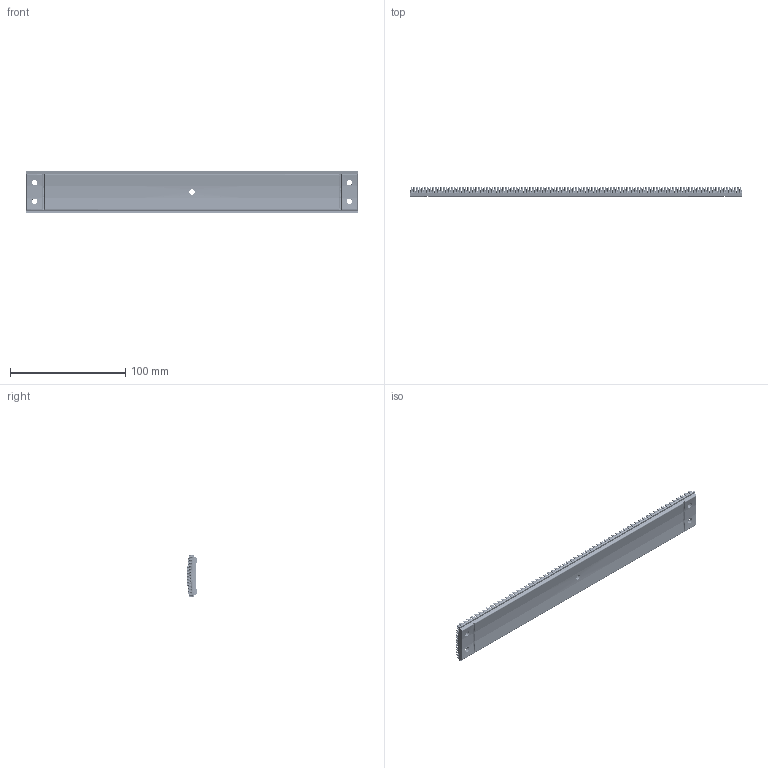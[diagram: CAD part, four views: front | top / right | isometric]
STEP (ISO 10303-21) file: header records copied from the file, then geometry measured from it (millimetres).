
FILE_DESCRIPTION (( 'STEP AP203' ), '1' );
FILE_NAME ('REV-21-4419.STEP', '2025-10-15T16:40:14', ( '' ), ( '' ), 'SwSTEP 2.0', 'SolidWorks 2022', '' );
FILE_SCHEMA (( 'CONFIG_CONTROL_DESIGN' ));
Products named in the file (1): REV-21-4419
Bounding box: 287.75 x 8.62 x 36.62 mm (x, y, z)
Surface area: 49784.7 mm2 (no closed solid volume)
Topology: 0 solids, 1 shells, 6101 faces, 14585 edges, 9813 vertices
Faces by surface type: bspline 5573, plane 506, cylinder 18, cone 4
Entity records: 489151 total; most frequent: CARTESIAN_POINT 391120, ORIENTED_EDGE 29170, EDGE_CURVE 14585, B_SPLINE_CURVE_WITH_KNOTS 14013, VERTEX_POINT 9813, EDGE_LOOP 7442, FACE_OUTER_BOUND 6103, ADVANCED_FACE 6103
